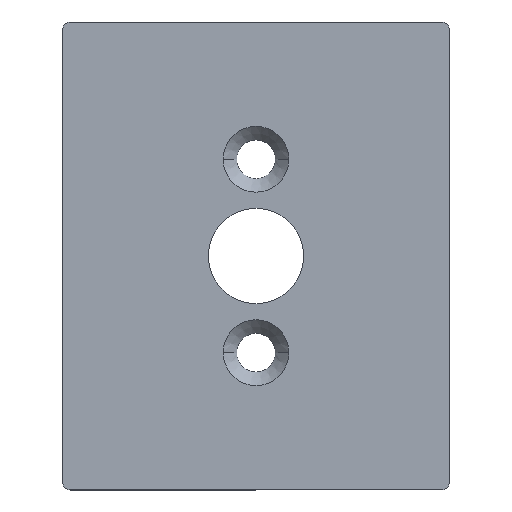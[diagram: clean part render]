
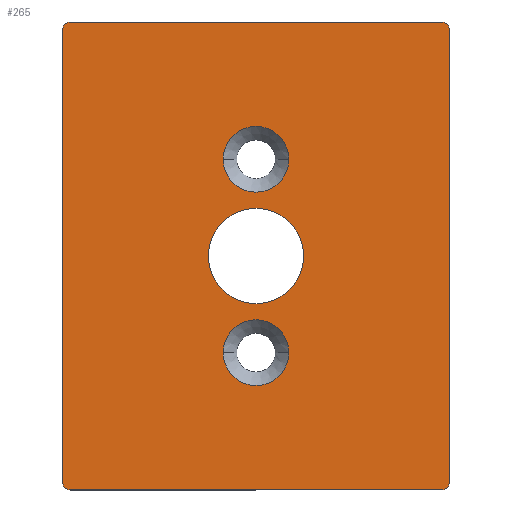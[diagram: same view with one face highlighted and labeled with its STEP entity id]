
A CAD part, top view. The second image highlights one B-rep face of the part: STEP entity #265.
In plain terms, the highlighted planar face has unit normal (0, 0, 1).
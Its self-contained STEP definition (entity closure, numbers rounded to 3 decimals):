
#3 = AXIS2_PLACEMENT_3D ( 'NONE', #456, #460, #262 ) ;
#7 = DIRECTION ( 'NONE',  ( 1., 0., 0. ) ) ;
#16 = VERTEX_POINT ( 'NONE', #196 ) ;
#18 = ORIENTED_EDGE ( 'NONE', *, *, #413, .F. ) ;
#23 = FACE_BOUND ( 'NONE', #672, .T. ) ;
#24 = EDGE_CURVE ( 'NONE', #525, #347, #670, .T. ) ;
#36 = VERTEX_POINT ( 'NONE', #48 ) ;
#48 = CARTESIAN_POINT ( 'NONE',  ( 6.15, 0., 3. ) ) ;
#53 = CARTESIAN_POINT ( 'NONE',  ( 4.25, -12.5, 3. ) ) ;
#54 = CIRCLE ( 'NONE', #88, 6.15 ) ;
#59 = VERTEX_POINT ( 'NONE', #288 ) ;
#70 = DIRECTION ( 'NONE',  ( 0., 0., 1. ) ) ;
#73 = EDGE_LOOP ( 'NONE', ( #305, #656 ) ) ;
#74 = ORIENTED_EDGE ( 'NONE', *, *, #24, .T. ) ;
#76 = DIRECTION ( 'NONE',  ( 0., 0., 1. ) ) ;
#83 = CARTESIAN_POINT ( 'NONE',  ( 24., 30.25, 3. ) ) ;
#85 = AXIS2_PLACEMENT_3D ( 'NONE', #407, #100, #464 ) ;
#88 = AXIS2_PLACEMENT_3D ( 'NONE', #402, #220, #632 ) ;
#93 = VECTOR ( 'NONE', #222, 1000. ) ;
#99 = VERTEX_POINT ( 'NONE', #53 ) ;
#100 = DIRECTION ( 'NONE',  ( 0., 0., 1. ) ) ;
#102 = CARTESIAN_POINT ( 'NONE',  ( -24., -30.25, 3. ) ) ;
#108 = EDGE_CURVE ( 'NONE', #499, #415, #564, .T. ) ;
#109 = CARTESIAN_POINT ( 'NONE',  ( -25., 29.25, 3. ) ) ;
#112 = ORIENTED_EDGE ( 'NONE', *, *, #409, .F. ) ;
#124 = DIRECTION ( 'NONE',  ( 0., 0., 1. ) ) ;
#128 = EDGE_CURVE ( 'NONE', #421, #590, #364, .T. ) ;
#137 = CARTESIAN_POINT ( 'NONE',  ( -24., -30.25, 3. ) ) ;
#138 = DIRECTION ( 'NONE',  ( -1., 0., 0. ) ) ;
#144 = DIRECTION ( 'NONE',  ( 0., 0., 1. ) ) ;
#152 = ORIENTED_EDGE ( 'NONE', *, *, #128, .T. ) ;
#155 = CARTESIAN_POINT ( 'NONE',  ( 24., -29.25, 3. ) ) ;
#156 = CIRCLE ( 'NONE', #601, 1. ) ;
#176 = VERTEX_POINT ( 'NONE', #685 ) ;
#179 = DIRECTION ( 'NONE',  ( 0., -1., 0. ) ) ;
#180 = CIRCLE ( 'NONE', #734, 4.25 ) ;
#190 = EDGE_CURVE ( 'NONE', #16, #461, #515, .T. ) ;
#194 = EDGE_CURVE ( 'NONE', #461, #293, #447, .T. ) ;
#195 = EDGE_CURVE ( 'NONE', #176, #421, #156, .T. ) ;
#196 = CARTESIAN_POINT ( 'NONE',  ( 25., -29.25, 3. ) ) ;
#205 = CARTESIAN_POINT ( 'NONE',  ( 0., 0., 3. ) ) ;
#206 = DIRECTION ( 'NONE',  ( 0., 0., 1. ) ) ;
#207 = EDGE_CURVE ( 'NONE', #347, #16, #383, .T. ) ;
#220 = DIRECTION ( 'NONE',  ( 0., 0., 1. ) ) ;
#222 = DIRECTION ( 'NONE',  ( -1., 0., 0. ) ) ;
#224 = CARTESIAN_POINT ( 'NONE',  ( -25., -29.25, 3. ) ) ;
#235 = VECTOR ( 'NONE', #741, 1000. ) ;
#249 = CARTESIAN_POINT ( 'NONE',  ( 4.25, 12.5, 3. ) ) ;
#262 = DIRECTION ( 'NONE',  ( -1., 0., 0. ) ) ;
#265 = ADVANCED_FACE ( 'NONE', ( #505, #23, #614, #330 ), #731, .T. ) ;
#270 = EDGE_LOOP ( 'NONE', ( #18, #112 ) ) ;
#272 = EDGE_CURVE ( 'NONE', #59, #36, #510, .T. ) ;
#274 = ORIENTED_EDGE ( 'NONE', *, *, #108, .F. ) ;
#276 = CARTESIAN_POINT ( 'NONE',  ( 25., -29.25, 3. ) ) ;
#287 = LINE ( 'NONE', #458, #93 ) ;
#288 = CARTESIAN_POINT ( 'NONE',  ( -6.15, 0., 3. ) ) ;
#289 = ORIENTED_EDGE ( 'NONE', *, *, #559, .T. ) ;
#293 = VERTEX_POINT ( 'NONE', #83 ) ;
#301 = CARTESIAN_POINT ( 'NONE',  ( -4.25, -12.5, 3. ) ) ;
#303 = DIRECTION ( 'NONE',  ( 0., 0., 1. ) ) ;
#305 = ORIENTED_EDGE ( 'NONE', *, *, #272, .F. ) ;
#307 = DIRECTION ( 'NONE',  ( 0., 0., 1. ) ) ;
#309 = DIRECTION ( 'NONE',  ( 1., 0., 0. ) ) ;
#311 = EDGE_LOOP ( 'NONE', ( #742, #513, #645, #625, #661, #152, #289, #74 ) ) ;
#329 = AXIS2_PLACEMENT_3D ( 'NONE', #418, #303, #309 ) ;
#330 = FACE_BOUND ( 'NONE', #73, .T. ) ;
#347 = VERTEX_POINT ( 'NONE', #646 ) ;
#355 = EDGE_CURVE ( 'NONE', #415, #499, #180, .T. ) ;
#361 = VERTEX_POINT ( 'NONE', #301 ) ;
#362 = DIRECTION ( 'NONE',  ( 1., 0., 0. ) ) ;
#364 = LINE ( 'NONE', #224, #399 ) ;
#380 = DIRECTION ( 'NONE',  ( 1., 0., 0. ) ) ;
#383 = CIRCLE ( 'NONE', #483, 1. ) ;
#386 = AXIS2_PLACEMENT_3D ( 'NONE', #673, #206, #723 ) ;
#396 = CARTESIAN_POINT ( 'NONE',  ( -25., -29.25, 3. ) ) ;
#399 = VECTOR ( 'NONE', #179, 1000. ) ;
#402 = CARTESIAN_POINT ( 'NONE',  ( 0., 0., 3. ) ) ;
#407 = CARTESIAN_POINT ( 'NONE',  ( -24., -29.25, 3. ) ) ;
#409 = EDGE_CURVE ( 'NONE', #361, #99, #519, .T. ) ;
#411 = CARTESIAN_POINT ( 'NONE',  ( 0., 12.5, 3. ) ) ;
#413 = EDGE_CURVE ( 'NONE', #99, #361, #450, .T. ) ;
#415 = VERTEX_POINT ( 'NONE', #249 ) ;
#418 = CARTESIAN_POINT ( 'NONE',  ( 0., 12.5, 3. ) ) ;
#421 = VERTEX_POINT ( 'NONE', #109 ) ;
#422 = CIRCLE ( 'NONE', #85, 1. ) ;
#423 = CARTESIAN_POINT ( 'NONE',  ( 0., -12.5, 3. ) ) ;
#447 = CIRCLE ( 'NONE', #3, 1. ) ;
#449 = DIRECTION ( 'NONE',  ( 1., 0., 0. ) ) ;
#450 = CIRCLE ( 'NONE', #550, 4.25 ) ;
#456 = CARTESIAN_POINT ( 'NONE',  ( 24., 29.25, 3. ) ) ;
#458 = CARTESIAN_POINT ( 'NONE',  ( -24., 30.25, 3. ) ) ;
#460 = DIRECTION ( 'NONE',  ( 0., 0., 1. ) ) ;
#461 = VERTEX_POINT ( 'NONE', #743 ) ;
#464 = DIRECTION ( 'NONE',  ( -1., 0., 0. ) ) ;
#483 = AXIS2_PLACEMENT_3D ( 'NONE', #155, #76, #495 ) ;
#495 = DIRECTION ( 'NONE',  ( 1., 0., 0. ) ) ;
#499 = VERTEX_POINT ( 'NONE', #637 ) ;
#505 = FACE_BOUND ( 'NONE', #270, .T. ) ;
#507 = CARTESIAN_POINT ( 'NONE',  ( -24., 29.25, 3. ) ) ;
#510 = CIRCLE ( 'NONE', #708, 6.15 ) ;
#513 = ORIENTED_EDGE ( 'NONE', *, *, #190, .T. ) ;
#515 = LINE ( 'NONE', #276, #235 ) ;
#519 = CIRCLE ( 'NONE', #675, 4.25 ) ;
#522 = EDGE_CURVE ( 'NONE', #293, #176, #287, .T. ) ;
#525 = VERTEX_POINT ( 'NONE', #102 ) ;
#550 = AXIS2_PLACEMENT_3D ( 'NONE', #423, #124, #362 ) ;
#559 = EDGE_CURVE ( 'NONE', #590, #525, #422, .T. ) ;
#564 = CIRCLE ( 'NONE', #329, 4.25 ) ;
#578 = EDGE_CURVE ( 'NONE', #36, #59, #54, .T. ) ;
#582 = VECTOR ( 'NONE', #380, 1000. ) ;
#590 = VERTEX_POINT ( 'NONE', #396 ) ;
#601 = AXIS2_PLACEMENT_3D ( 'NONE', #507, #144, #138 ) ;
#614 = FACE_OUTER_BOUND ( 'NONE', #311, .T. ) ;
#625 = ORIENTED_EDGE ( 'NONE', *, *, #522, .T. ) ;
#632 = DIRECTION ( 'NONE',  ( 1., 0., 0. ) ) ;
#637 = CARTESIAN_POINT ( 'NONE',  ( -4.25, 12.5, 3. ) ) ;
#645 = ORIENTED_EDGE ( 'NONE', *, *, #194, .T. ) ;
#646 = CARTESIAN_POINT ( 'NONE',  ( 24., -30.25, 3. ) ) ;
#652 = DIRECTION ( 'NONE',  ( 1., 0., 0. ) ) ;
#656 = ORIENTED_EDGE ( 'NONE', *, *, #578, .F. ) ;
#661 = ORIENTED_EDGE ( 'NONE', *, *, #195, .T. ) ;
#670 = LINE ( 'NONE', #137, #582 ) ;
#672 = EDGE_LOOP ( 'NONE', ( #680, #274 ) ) ;
#673 = CARTESIAN_POINT ( 'NONE',  ( 24., -29.25, 3. ) ) ;
#675 = AXIS2_PLACEMENT_3D ( 'NONE', #701, #307, #7 ) ;
#680 = ORIENTED_EDGE ( 'NONE', *, *, #355, .F. ) ;
#685 = CARTESIAN_POINT ( 'NONE',  ( -24., 30.25, 3. ) ) ;
#701 = CARTESIAN_POINT ( 'NONE',  ( 0., -12.5, 3. ) ) ;
#708 = AXIS2_PLACEMENT_3D ( 'NONE', #205, #725, #449 ) ;
#723 = DIRECTION ( 'NONE',  ( 1., 0., 0. ) ) ;
#725 = DIRECTION ( 'NONE',  ( 0., 0., 1. ) ) ;
#731 = PLANE ( 'NONE',  #386 ) ;
#734 = AXIS2_PLACEMENT_3D ( 'NONE', #411, #70, #652 ) ;
#741 = DIRECTION ( 'NONE',  ( 0., 1., 0. ) ) ;
#742 = ORIENTED_EDGE ( 'NONE', *, *, #207, .T. ) ;
#743 = CARTESIAN_POINT ( 'NONE',  ( 25., 29.25, 3. ) ) ;
